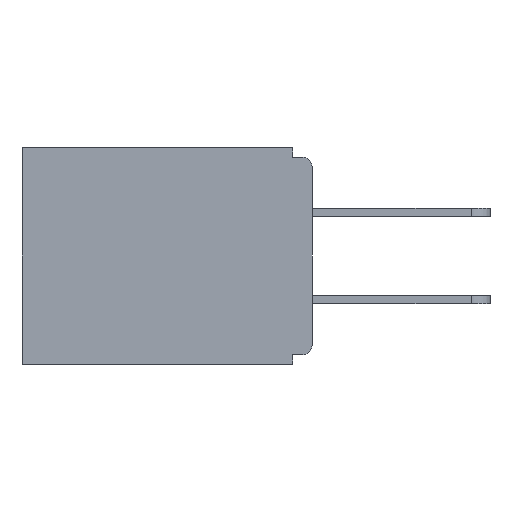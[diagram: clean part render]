
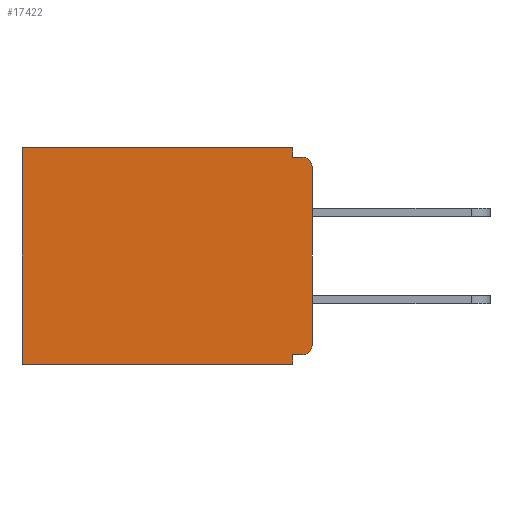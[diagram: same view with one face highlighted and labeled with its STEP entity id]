
A CAD part, left-side view. The second image highlights one B-rep face of the part: STEP entity #17422.
In plain terms, the highlighted planar face has unit normal (-1, 0, 0).
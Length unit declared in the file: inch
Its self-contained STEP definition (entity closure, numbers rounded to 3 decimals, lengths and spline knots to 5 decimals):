
#354 = VERTEX_POINT ( 'NONE', #468 ) ;
#468 = CARTESIAN_POINT ( 'NONE',  ( 0.298, 0.015, -0.015 ) ) ;
#658 = EDGE_CURVE ( 'NONE', #6677, #9143, #13884, .T. ) ;
#1069 = VECTOR ( 'NONE', #19039, 39.37008 ) ;
#1912 = ORIENTED_EDGE ( 'NONE', *, *, #14647, .F. ) ;
#1928 = ORIENTED_EDGE ( 'NONE', *, *, #12746, .F. ) ;
#2337 = VECTOR ( 'NONE', #16186, 39.37008 ) ;
#2844 = DIRECTION ( 'NONE',  ( 0., 0., -1. ) ) ;
#3220 = VECTOR ( 'NONE', #11721, 39.37008 ) ;
#3236 = CARTESIAN_POINT ( 'NONE',  ( 0.298, 0., -0.343 ) ) ;
#3382 = ORIENTED_EDGE ( 'NONE', *, *, #14870, .T. ) ;
#3905 = AXIS2_PLACEMENT_3D ( 'NONE', #13256, #13334, #4413 ) ;
#4005 = DIRECTION ( 'NONE',  ( 0., -1., 0. ) ) ;
#4186 = CARTESIAN_POINT ( 'NONE',  ( 0.298, 0.46, 0. ) ) ;
#4372 = LINE ( 'NONE', #3236, #15732 ) ;
#4413 = DIRECTION ( 'NONE',  ( 0., 0., -1. ) ) ;
#4964 = FACE_OUTER_BOUND ( 'NONE', #10257, .T. ) ;
#5086 = DIRECTION ( 'NONE',  ( -1., 0., 0. ) ) ;
#5300 = CARTESIAN_POINT ( 'NONE',  ( 0.298, 0.031, -0.328 ) ) ;
#5316 = EDGE_CURVE ( 'NONE', #17284, #354, #10049, .T. ) ;
#5750 = ORIENTED_EDGE ( 'NONE', *, *, #5316, .T. ) ;
#6172 = EDGE_CURVE ( 'NONE', #18661, #12704, #14876, .T. ) ;
#6222 = LINE ( 'NONE', #16165, #17394 ) ;
#6461 = CARTESIAN_POINT ( 'NONE',  ( 0.298, 0.031, 0. ) ) ;
#6630 = CARTESIAN_POINT ( 'NONE',  ( 0.298, 0., -0.03 ) ) ;
#6677 = VERTEX_POINT ( 'NONE', #5300 ) ;
#6953 = DIRECTION ( 'NONE',  ( 1., 0., 0. ) ) ;
#7013 = ORIENTED_EDGE ( 'NONE', *, *, #15123, .F. ) ;
#7748 = ORIENTED_EDGE ( 'NONE', *, *, #13342, .F. ) ;
#8116 = DIRECTION ( 'NONE',  ( 0., 0., -1. ) ) ;
#8314 = CARTESIAN_POINT ( 'NONE',  ( 0.298, 0.031, -0.343 ) ) ;
#8484 = ORIENTED_EDGE ( 'NONE', *, *, #15741, .T. ) ;
#8553 = EDGE_CURVE ( 'NONE', #9757, #354, #13993, .T. ) ;
#8778 = VECTOR ( 'NONE', #17191, 39.37008 ) ;
#9143 = VERTEX_POINT ( 'NONE', #8314 ) ;
#9179 = VERTEX_POINT ( 'NONE', #15962 ) ;
#9369 = VECTOR ( 'NONE', #4005, 39.37008 ) ;
#9459 = ORIENTED_EDGE ( 'NONE', *, *, #8553, .F. ) ;
#9757 = VERTEX_POINT ( 'NONE', #14030 ) ;
#9763 = CARTESIAN_POINT ( 'NONE',  ( 0.298, 0.46, -0.343 ) ) ;
#9955 = CARTESIAN_POINT ( 'NONE',  ( 0.298, 0., 0. ) ) ;
#10049 = CIRCLE ( 'NONE', #3905, 0.015 ) ;
#10256 = CARTESIAN_POINT ( 'NONE',  ( 0.298, 0.031, -0.343 ) ) ;
#10257 = EDGE_LOOP ( 'NONE', ( #5750, #9459, #1928, #3382, #8484, #7013, #17148, #1912, #15251, #7748 ) ) ;
#11282 = LINE ( 'NONE', #4186, #1069 ) ;
#11549 = LINE ( 'NONE', #17309, #8778 ) ;
#11601 = AXIS2_PLACEMENT_3D ( 'NONE', #9955, #6953, #18858 ) ;
#11721 = DIRECTION ( 'NONE',  ( 0., 0., -1. ) ) ;
#12704 = VERTEX_POINT ( 'NONE', #18719 ) ;
#12746 = EDGE_CURVE ( 'NONE', #18296, #9757, #14162, .T. ) ;
#12773 = PLANE ( 'NONE',  #11601 ) ;
#13256 = CARTESIAN_POINT ( 'NONE',  ( 0.298, 0.015, -0.03 ) ) ;
#13334 = DIRECTION ( 'NONE',  ( -1., 0., 0. ) ) ;
#13342 = EDGE_CURVE ( 'NONE', #17284, #12704, #18820, .T. ) ;
#13421 = VECTOR ( 'NONE', #2844, 39.37008 ) ;
#13884 = LINE ( 'NONE', #19251, #3220 ) ;
#13940 = CARTESIAN_POINT ( 'NONE',  ( 0.298, 0.015, -0.313 ) ) ;
#13993 = LINE ( 'NONE', #15919, #9369 ) ;
#14030 = CARTESIAN_POINT ( 'NONE',  ( 0.298, 0.031, -0.015 ) ) ;
#14162 = LINE ( 'NONE', #10256, #2337 ) ;
#14647 = EDGE_CURVE ( 'NONE', #18661, #6677, #6222, .T. ) ;
#14870 = EDGE_CURVE ( 'NONE', #18296, #9179, #11549, .T. ) ;
#14876 = CIRCLE ( 'NONE', #17978, 0.015 ) ;
#15123 = EDGE_CURVE ( 'NONE', #9143, #16487, #4372, .T. ) ;
#15251 = ORIENTED_EDGE ( 'NONE', *, *, #6172, .T. ) ;
#15732 = VECTOR ( 'NONE', #18660, 39.37008 ) ;
#15741 = EDGE_CURVE ( 'NONE', #9179, #16487, #11282, .T. ) ;
#15919 = CARTESIAN_POINT ( 'NONE',  ( 0.298, 0., -0.015 ) ) ;
#15962 = CARTESIAN_POINT ( 'NONE',  ( 0.298, 0.46, 0. ) ) ;
#16165 = CARTESIAN_POINT ( 'NONE',  ( 0.298, 0., -0.328 ) ) ;
#16186 = DIRECTION ( 'NONE',  ( 0., 0., -1. ) ) ;
#16487 = VERTEX_POINT ( 'NONE', #9763 ) ;
#17148 = ORIENTED_EDGE ( 'NONE', *, *, #658, .F. ) ;
#17191 = DIRECTION ( 'NONE',  ( 0., 1., 0. ) ) ;
#17284 = VERTEX_POINT ( 'NONE', #6630 ) ;
#17309 = CARTESIAN_POINT ( 'NONE',  ( 0.298, 0., 0. ) ) ;
#17394 = VECTOR ( 'NONE', #19165, 39.37008 ) ;
#17422 = ADVANCED_FACE ( 'NONE', ( #4964 ), #12773, .F. ) ;
#17729 = CARTESIAN_POINT ( 'NONE',  ( 0.298, 0., 0. ) ) ;
#17978 = AXIS2_PLACEMENT_3D ( 'NONE', #13940, #5086, #8116 ) ;
#18296 = VERTEX_POINT ( 'NONE', #6461 ) ;
#18660 = DIRECTION ( 'NONE',  ( 0., 1., 0. ) ) ;
#18661 = VERTEX_POINT ( 'NONE', #18723 ) ;
#18719 = CARTESIAN_POINT ( 'NONE',  ( 0.298, 0., -0.313 ) ) ;
#18723 = CARTESIAN_POINT ( 'NONE',  ( 0.298, 0.015, -0.328 ) ) ;
#18820 = LINE ( 'NONE', #17729, #13421 ) ;
#18858 = DIRECTION ( 'NONE',  ( 0., 0., -1. ) ) ;
#19039 = DIRECTION ( 'NONE',  ( 0., 0., -1. ) ) ;
#19165 = DIRECTION ( 'NONE',  ( 0., 1., 0. ) ) ;
#19251 = CARTESIAN_POINT ( 'NONE',  ( 0.298, 0.031, -0.343 ) ) ;
